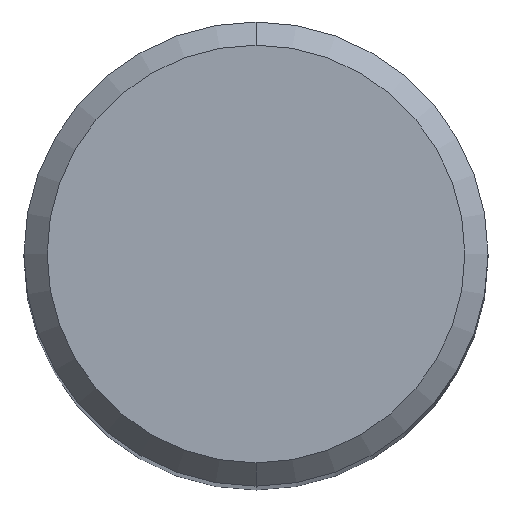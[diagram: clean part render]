
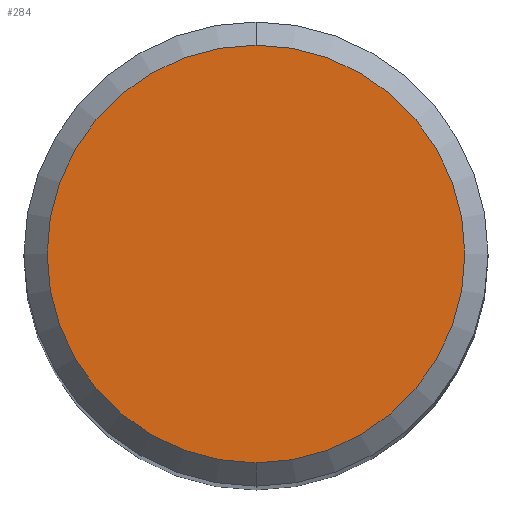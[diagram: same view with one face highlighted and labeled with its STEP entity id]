
A CAD part, top view. The second image highlights one B-rep face of the part: STEP entity #284.
In plain terms, the highlighted planar face has unit normal (0, 0, 1).
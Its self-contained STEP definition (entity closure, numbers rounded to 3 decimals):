
#178=VERTEX_POINT('',#479);
#238=VERTEX_POINT('',#547);
#246=EDGE_CURVE('',#238,#178,#557,.T.);
#284=ADVANCED_FACE('',(#597),#598,.T.);
#450=EDGE_CURVE('',#178,#238,#779,.T.);
#479=CARTESIAN_POINT('',(0.,-4.5,0.0));
#547=CARTESIAN_POINT('',(0.0,4.5,0.0));
#557=CIRCLE('',#921,4.5);
#597=FACE_OUTER_BOUND('',#1016,.T.);
#598=PLANE('',#1017);
#779=CIRCLE('',#1446,4.5);
#921=AXIS2_PLACEMENT_3D('',#1552,#1553,#1554);
#1016=EDGE_LOOP('',(#1587,#1588));
#1017=AXIS2_PLACEMENT_3D('',#1589,#1590,#1591);
#1446=AXIS2_PLACEMENT_3D('',#1778,#1779,#1780);
#1552=CARTESIAN_POINT('',(0.0,0.0,0.0));
#1553=DIRECTION('',(0.0,0.0,-1.0));
#1554=DIRECTION('',(0.0,1.0,0.0));
#1587=ORIENTED_EDGE('',*,*,#246,.F.);
#1588=ORIENTED_EDGE('',*,*,#450,.F.);
#1589=CARTESIAN_POINT('',(0.0,2.25,0.0));
#1590=DIRECTION('',(-0.0,0.0,1.0));
#1591=DIRECTION('',(0.0,-1.0,0.0));
#1778=CARTESIAN_POINT('',(0.0,0.0,0.0));
#1779=DIRECTION('',(0.0,0.0,-1.0));
#1780=DIRECTION('',(0.0,1.0,0.0));
